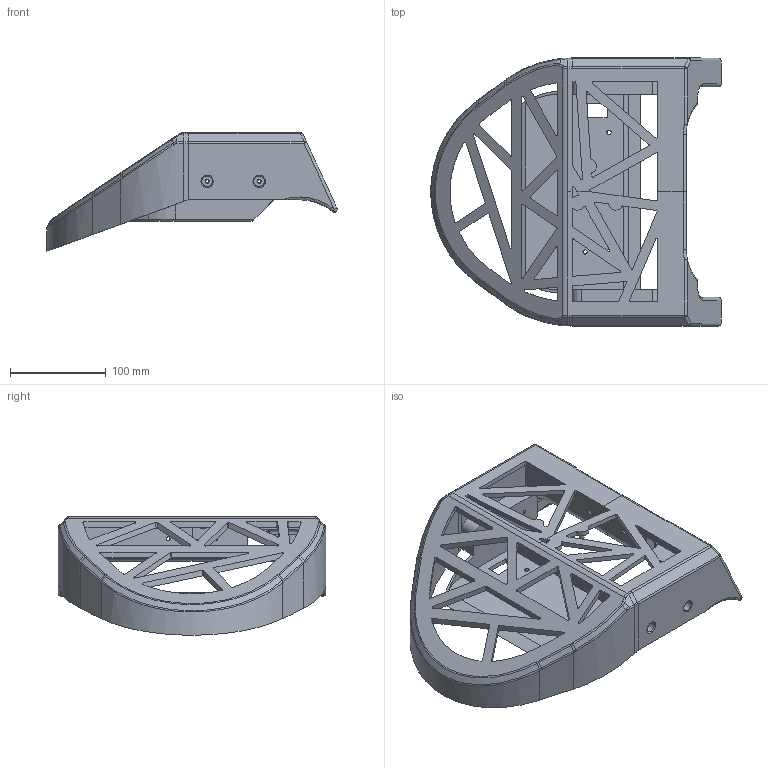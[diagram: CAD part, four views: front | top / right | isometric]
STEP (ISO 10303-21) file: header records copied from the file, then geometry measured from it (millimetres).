
FILE_DESCRIPTION(/* description */ (''),/* implementation_level */ '2;1');
FILE_NAME(/* name */ 'FetchHeadBox Mk.2 v19.step',/* time_stamp */ '2020-09-18T12:10:10+09:00',/* author */ (''),/* organization */ (''),/* preprocessor_version */ 'ST-DEVELOPER v18.1',/* originating_system */ 'Autodesk Translation Framework v9.3.0.1241',/* authorisation */ '');
FILE_SCHEMA (('AUTOMOTIVE_DESIGN { 1 0 10303 214 3 1 1 }'));
Length unit declared in the file: millimetre
Products named in the file (2): FetchHeadBox Mk.2; fetch_headbox_baseshape
Assembly tree (1 placements, depth 2):
  FetchHeadBox Mk.2
    fetch_headbox_baseshape
Bounding box: 303.38 x 280 x 123.69 mm (x, y, z)
Volume: 1336156.5 mm3; surface area: 304958.7 mm2
Topology: 4 solids, 4 shells, 435 faces, 1138 edges, 720 vertices
Faces by surface type: cylinder 182, plane 162, bspline 45, torus 28, sphere 14, cone 4
Full cylindrical faces by diameter (mm): 1.7 x3, 3.5 x4, 4.2 x6, 4.5 x4, 5 x3, 11 x4
Entity records: 14476 total; most frequent: CARTESIAN_POINT 3510, DIRECTION 2297, ORIENTED_EDGE 2276, EDGE_CURVE 1138, AXIS2_PLACEMENT_3D 844, VERTEX_POINT 720, LINE 609, VECTOR 609
